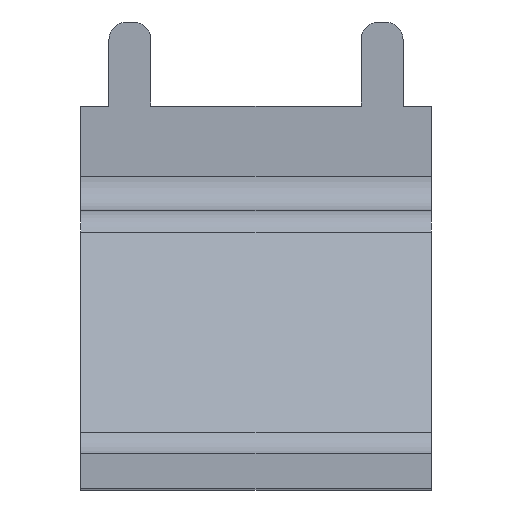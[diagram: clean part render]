
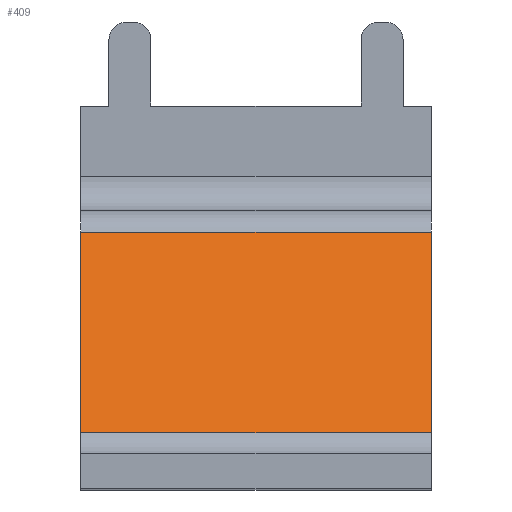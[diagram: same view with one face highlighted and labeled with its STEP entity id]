
A CAD part, top view. The second image highlights one B-rep face of the part: STEP entity #409.
In plain terms, the highlighted planar face has unit normal (0, 0.371, 0.928).
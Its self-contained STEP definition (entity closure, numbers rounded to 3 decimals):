
#317=CARTESIAN_POINT('Vertex',(25.,-3.143,81.257)) ;
#333=CARTESIAN_POINT('Vertex',(-25.,-3.143,81.257)) ;
#336=CARTESIAN_POINT('Line Origine',(0.,-3.143,81.257)) ;
#379=CARTESIAN_POINT('Axis2P3D Location',(0.,0.,80.)) ;
#384=CARTESIAN_POINT('Line Origine',(25.,-17.5,87.)) ;
#388=CARTESIAN_POINT('Vertex',(25.,-31.857,92.743)) ;
#391=CARTESIAN_POINT('Line Origine',(-25.,-17.5,87.)) ;
#395=CARTESIAN_POINT('Vertex',(-25.,-31.857,92.743)) ;
#398=CARTESIAN_POINT('Line Origine',(0.,-31.857,92.743)) ;
#337=DIRECTION('Vector Direction',(1.,0.,0.)) ;
#380=DIRECTION('Axis2P3D Direction',(-0.,0.371,0.928)) ;
#381=DIRECTION('Axis2P3D XDirection',(0.,-0.928,0.371)) ;
#385=DIRECTION('Vector Direction',(0.,-0.928,0.371)) ;
#392=DIRECTION('Vector Direction',(0.,-0.928,0.371)) ;
#399=DIRECTION('Vector Direction',(1.,0.,0.)) ;
#382=AXIS2_PLACEMENT_3D('Plane Axis2P3D',#379,#380,#381) ;
#404=ORIENTED_EDGE('',*,*,#390,.F.) ;
#405=ORIENTED_EDGE('',*,*,#340,.F.) ;
#406=ORIENTED_EDGE('',*,*,#397,.T.) ;
#407=ORIENTED_EDGE('',*,*,#402,.F.) ;
#338=VECTOR('Line Direction',#337,1.) ;
#386=VECTOR('Line Direction',#385,1.) ;
#393=VECTOR('Line Direction',#392,1.) ;
#400=VECTOR('Line Direction',#399,1.) ;
#409=ADVANCED_FACE('Corps principal',(#408),#383,.T.) ;
#340=EDGE_CURVE('',#334,#318,#339,.T.) ;
#390=EDGE_CURVE('',#318,#389,#387,.T.) ;
#397=EDGE_CURVE('',#334,#396,#394,.T.) ;
#402=EDGE_CURVE('',#389,#396,#401,.F.) ;
#403=EDGE_LOOP('',(#404,#405,#406,#407)) ;
#408=FACE_OUTER_BOUND('',#403,.T.) ;
#339=LINE('Line',#336,#338) ;
#387=LINE('Line',#384,#386) ;
#394=LINE('Line',#391,#393) ;
#401=LINE('Line',#398,#400) ;
#383=PLANE('Plane',#382) ;
#318=VERTEX_POINT('',#317) ;
#334=VERTEX_POINT('',#333) ;
#389=VERTEX_POINT('',#388) ;
#396=VERTEX_POINT('',#395) ;
